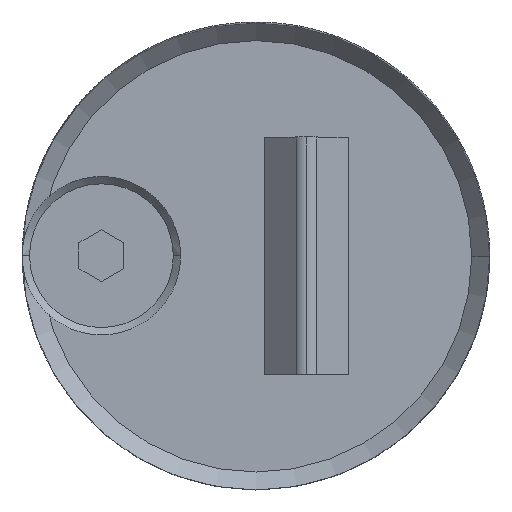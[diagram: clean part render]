
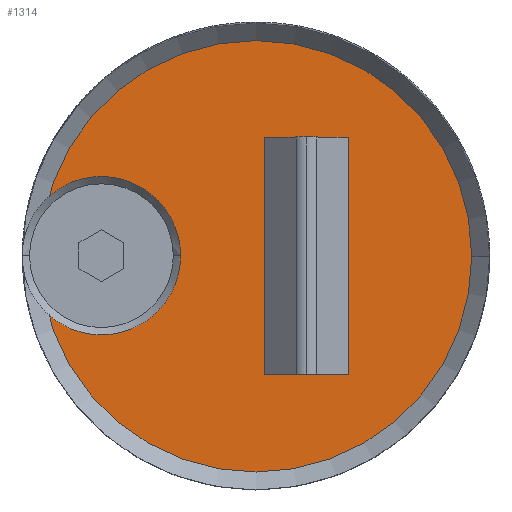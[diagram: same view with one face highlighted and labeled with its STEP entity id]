
A CAD part, top view. The second image highlights one B-rep face of the part: STEP entity #1314.
In plain terms, the highlighted planar face has unit normal (0, 0, -1).
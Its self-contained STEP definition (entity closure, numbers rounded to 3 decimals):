
#72 = DIRECTION ( 'NONE',  ( 1., 0., 0. ) ) ;
#74 = DIRECTION ( 'NONE',  ( 0., 0., -1. ) ) ;
#75 = CARTESIAN_POINT ( 'NONE',  ( -4.3, 0., -10. ) ) ;
#150 = VERTEX_POINT ( 'NONE', #652 ) ;
#175 = ORIENTED_EDGE ( 'NONE', *, *, #1968, .T. ) ;
#197 = DIRECTION ( 'NONE',  ( 0., 0., -1. ) ) ;
#203 = DIRECTION ( 'NONE',  ( 1., 0., 0. ) ) ;
#210 = CARTESIAN_POINT ( 'NONE',  ( -4.3, 0., -10. ) ) ;
#229 = DIRECTION ( 'NONE',  ( 0., 0., -1. ) ) ;
#435 = EDGE_CURVE ( 'NONE', #817, #150, #1805, .T. ) ;
#534 = DIRECTION ( 'NONE',  ( 1., 0., 0. ) ) ;
#652 = CARTESIAN_POINT ( 'NONE',  ( -3.2, 0., -10. ) ) ;
#658 = VERTEX_POINT ( 'NONE', #1944 ) ;
#690 = ORIENTED_EDGE ( 'NONE', *, *, #435, .F. ) ;
#695 = DIRECTION ( 'NONE',  ( 0., 0., -1. ) ) ;
#699 = DIRECTION ( 'NONE',  ( 1., 0., 0. ) ) ;
#701 = CARTESIAN_POINT ( 'NONE',  ( 0., 0., -10. ) ) ;
#817 = VERTEX_POINT ( 'NONE', #1587 ) ;
#848 = CIRCLE ( 'NONE', #1020, 6. ) ;
#861 = CARTESIAN_POINT ( 'NONE',  ( 6., 0., -10. ) ) ;
#880 = EDGE_LOOP ( 'NONE', ( #1898, #175 ) ) ;
#933 = EDGE_LOOP ( 'NONE', ( #969, #690 ) ) ;
#936 = CIRCLE ( 'NONE', #1770, 6. ) ;
#969 = ORIENTED_EDGE ( 'NONE', *, *, #1831, .F. ) ;
#978 = VERTEX_POINT ( 'NONE', #861 ) ;
#1002 = AXIS2_PLACEMENT_3D ( 'NONE', #75, #74, #72 ) ;
#1005 = EDGE_CURVE ( 'NONE', #978, #658, #848, .T. ) ;
#1020 = AXIS2_PLACEMENT_3D ( 'NONE', #701, #695, #699 ) ;
#1293 = CIRCLE ( 'NONE', #1002, 1.1 ) ;
#1314 = ADVANCED_FACE ( 'NONE', ( #1746, #1469 ), #1677, .F. ) ;
#1469 = FACE_OUTER_BOUND ( 'NONE', #880, .T. ) ;
#1546 = CARTESIAN_POINT ( 'NONE',  ( 0., 0., -10. ) ) ;
#1587 = CARTESIAN_POINT ( 'NONE',  ( -5.4, 0., -10. ) ) ;
#1632 = DIRECTION ( 'NONE',  ( 1., 0., 0. ) ) ;
#1634 = DIRECTION ( 'NONE',  ( 0., 0., 1. ) ) ;
#1636 = CARTESIAN_POINT ( 'NONE',  ( 0., 0., -10. ) ) ;
#1677 = PLANE ( 'NONE',  #1981 ) ;
#1680 = AXIS2_PLACEMENT_3D ( 'NONE', #210, #197, #203 ) ;
#1746 = FACE_BOUND ( 'NONE', #933, .T. ) ;
#1770 = AXIS2_PLACEMENT_3D ( 'NONE', #1546, #229, #534 ) ;
#1805 = CIRCLE ( 'NONE', #1680, 1.1 ) ;
#1831 = EDGE_CURVE ( 'NONE', #150, #817, #1293, .T. ) ;
#1898 = ORIENTED_EDGE ( 'NONE', *, *, #1005, .T. ) ;
#1944 = CARTESIAN_POINT ( 'NONE',  ( -6., 0., -10. ) ) ;
#1968 = EDGE_CURVE ( 'NONE', #658, #978, #936, .T. ) ;
#1981 = AXIS2_PLACEMENT_3D ( 'NONE', #1636, #1634, #1632 ) ;
